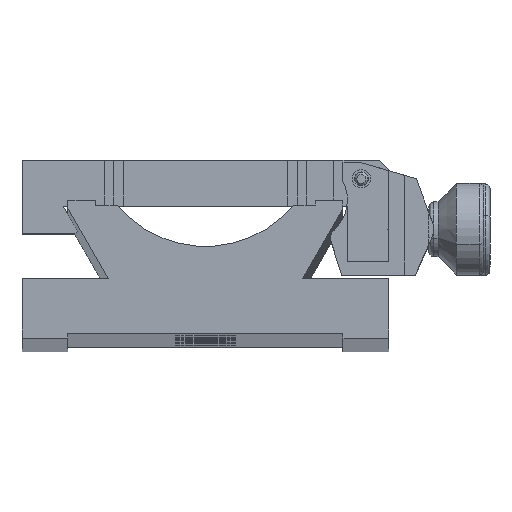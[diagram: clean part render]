
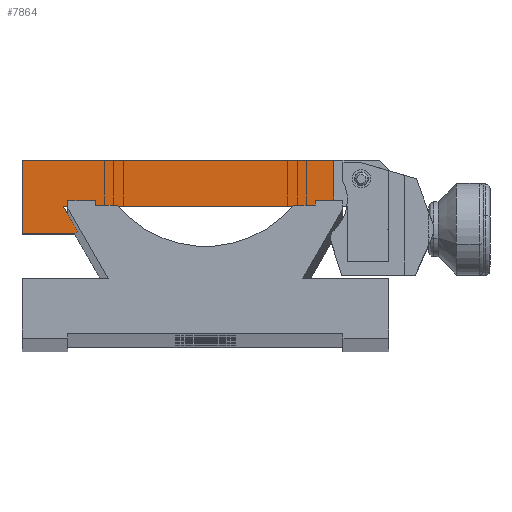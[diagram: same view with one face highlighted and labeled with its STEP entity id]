
A CAD part, top view. The second image highlights one B-rep face of the part: STEP entity #7864.
In plain terms, the highlighted planar face has unit normal (0, 0, 1).
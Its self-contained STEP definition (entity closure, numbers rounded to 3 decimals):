
#37 = LINE ( 'NONE', #7258, #4376 ) ;
#84 = DIRECTION ( 'NONE',  ( 0.707, 0.707, 0. ) ) ;
#299 = VECTOR ( 'NONE', #2066, 1000. ) ;
#887 = LINE ( 'NONE', #6128, #3433 ) ;
#923 = CARTESIAN_POINT ( 'NONE',  ( -15.5, 0., 12.5 ) ) ;
#1051 = FACE_OUTER_BOUND ( 'NONE', #7496, .T. ) ;
#1702 = CARTESIAN_POINT ( 'NONE',  ( 0., 0., 12.5 ) ) ;
#2009 = ORIENTED_EDGE ( 'NONE', *, *, #7751, .T. ) ;
#2066 = DIRECTION ( 'NONE',  ( 0., -1., 0. ) ) ;
#2080 = CARTESIAN_POINT ( 'NONE',  ( -15.5, 0., 12.5 ) ) ;
#2283 = PLANE ( 'NONE',  #7598 ) ;
#2406 = VECTOR ( 'NONE', #3637, 1000. ) ;
#2426 = CARTESIAN_POINT ( 'NONE',  ( -13.768, -3., 12.5 ) ) ;
#2562 = DIRECTION ( 'NONE',  ( 1., 0., 0. ) ) ;
#2603 = DIRECTION ( 'NONE',  ( -1., 0., 0. ) ) ;
#2655 = VERTEX_POINT ( 'NONE', #2080 ) ;
#2935 = EDGE_CURVE ( 'NONE', #5261, #7727, #5322, .T. ) ;
#3185 = CARTESIAN_POINT ( 'NONE',  ( 14., 5., 12.5 ) ) ;
#3276 = CARTESIAN_POINT ( 'NONE',  ( -13.951, -2.683, 12.5 ) ) ;
#3424 = CARTESIAN_POINT ( 'NONE',  ( -20., 5., 12.5 ) ) ;
#3428 = VERTEX_POINT ( 'NONE', #3276 ) ;
#3433 = VECTOR ( 'NONE', #84, 1000. ) ;
#3597 = DIRECTION ( 'NONE',  ( 0., 0., 1. ) ) ;
#3608 = ORIENTED_EDGE ( 'NONE', *, *, #5689, .T. ) ;
#3637 = DIRECTION ( 'NONE',  ( 1., 0., 0. ) ) ;
#3810 = ORIENTED_EDGE ( 'NONE', *, *, #4488, .T. ) ;
#3963 = DIRECTION ( 'NONE',  ( 0., -1., 0. ) ) ;
#4094 = CARTESIAN_POINT ( 'NONE',  ( 14., 5., 12.5 ) ) ;
#4131 = CARTESIAN_POINT ( 'NONE',  ( -14.268, -3., 12.5 ) ) ;
#4376 = VECTOR ( 'NONE', #2562, 1000. ) ;
#4435 = VERTEX_POINT ( 'NONE', #4814 ) ;
#4488 = EDGE_CURVE ( 'NONE', #7681, #3428, #887, .T. ) ;
#4517 = ORIENTED_EDGE ( 'NONE', *, *, #7861, .T. ) ;
#4734 = VERTEX_POINT ( 'NONE', #5935 ) ;
#4814 = CARTESIAN_POINT ( 'NONE',  ( 14., 0., 12.5 ) ) ;
#4848 = ORIENTED_EDGE ( 'NONE', *, *, #6186, .T. ) ;
#5107 = DIRECTION ( 'NONE',  ( -0.5, 0.866, 0. ) ) ;
#5261 = VERTEX_POINT ( 'NONE', #3185 ) ;
#5322 = LINE ( 'NONE', #5988, #8221 ) ;
#5566 = ORIENTED_EDGE ( 'NONE', *, *, #5654, .F. ) ;
#5654 = EDGE_CURVE ( 'NONE', #5261, #4435, #8050, .T. ) ;
#5689 = EDGE_CURVE ( 'NONE', #4734, #7681, #37, .T. ) ;
#5935 = CARTESIAN_POINT ( 'NONE',  ( -20., -3., 12.5 ) ) ;
#5988 = CARTESIAN_POINT ( 'NONE',  ( -20., 5., 12.5 ) ) ;
#6078 = CARTESIAN_POINT ( 'NONE',  ( -20., 5., 12.5 ) ) ;
#6121 = LINE ( 'NONE', #6078, #299 ) ;
#6128 = CARTESIAN_POINT ( 'NONE',  ( -5.634, 5.634, 12.5 ) ) ;
#6186 = EDGE_CURVE ( 'NONE', #3428, #2655, #7783, .T. ) ;
#6209 = VECTOR ( 'NONE', #3963, 1000. ) ;
#7258 = CARTESIAN_POINT ( 'NONE',  ( -20., -3., 12.5 ) ) ;
#7481 = ORIENTED_EDGE ( 'NONE', *, *, #2935, .T. ) ;
#7496 = EDGE_LOOP ( 'NONE', ( #5566, #7481, #2009, #3608, #3810, #4848, #4517 ) ) ;
#7598 = AXIS2_PLACEMENT_3D ( 'NONE', #1702, #3597, #8343 ) ;
#7681 = VERTEX_POINT ( 'NONE', #4131 ) ;
#7727 = VERTEX_POINT ( 'NONE', #3424 ) ;
#7751 = EDGE_CURVE ( 'NONE', #7727, #4734, #6121, .T. ) ;
#7783 = LINE ( 'NONE', #2426, #8310 ) ;
#7861 = EDGE_CURVE ( 'NONE', #2655, #4435, #8299, .T. ) ;
#7864 = ADVANCED_FACE ( 'NONE', ( #1051 ), #2283, .T. ) ;
#8050 = LINE ( 'NONE', #4094, #6209 ) ;
#8221 = VECTOR ( 'NONE', #2603, 1000. ) ;
#8299 = LINE ( 'NONE', #923, #2406 ) ;
#8310 = VECTOR ( 'NONE', #5107, 1000. ) ;
#8343 = DIRECTION ( 'NONE',  ( 1., 0., 0. ) ) ;
